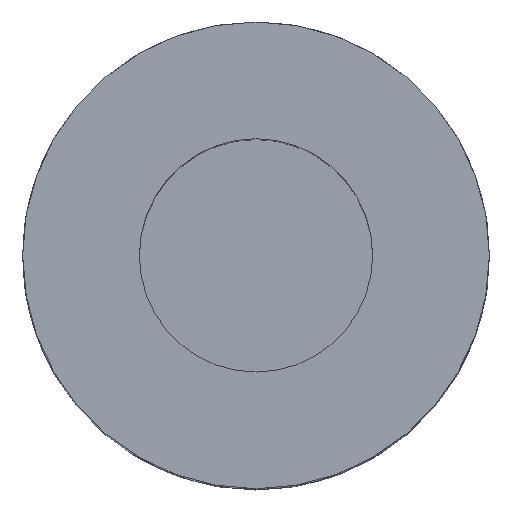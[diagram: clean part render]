
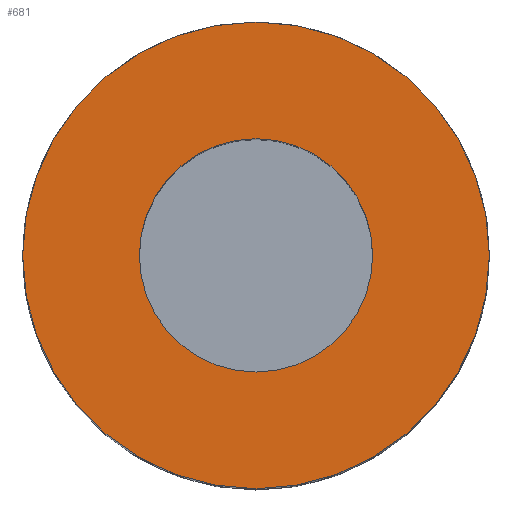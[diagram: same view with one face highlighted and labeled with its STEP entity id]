
A CAD part, top view. The second image highlights one B-rep face of the part: STEP entity #681.
In plain terms, the highlighted planar face has unit normal (0, 0, 1).
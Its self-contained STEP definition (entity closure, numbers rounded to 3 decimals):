
#24 = EDGE_LOOP ( 'NONE', ( #591, #634 ) ) ;
#31 = DIRECTION ( 'NONE',  ( -1., 0., 0. ) ) ;
#37 = EDGE_LOOP ( 'NONE', ( #248, #504 ) ) ;
#65 = DIRECTION ( 'NONE',  ( 1., 0., 0. ) ) ;
#76 = DIRECTION ( 'NONE',  ( 0., 0., 1. ) ) ;
#77 = DIRECTION ( 'NONE',  ( 0., 0., 1. ) ) ;
#80 = DIRECTION ( 'NONE',  ( 0., 0., -1. ) ) ;
#113 = CIRCLE ( 'NONE', #494, 8. ) ;
#178 = EDGE_CURVE ( 'NONE', #577, #636, #584, .T. ) ;
#187 = EDGE_CURVE ( 'NONE', #636, #577, #435, .T. ) ;
#190 = CARTESIAN_POINT ( 'NONE',  ( 0., 0., 50. ) ) ;
#248 = ORIENTED_EDGE ( 'NONE', *, *, #187, .T. ) ;
#249 = DIRECTION ( 'NONE',  ( -1., 0., 0. ) ) ;
#261 = AXIS2_PLACEMENT_3D ( 'NONE', #349, #77, #65 ) ;
#313 = DIRECTION ( 'NONE',  ( 0., 0., -1. ) ) ;
#334 = DIRECTION ( 'NONE',  ( 0., 0., 1. ) ) ;
#349 = CARTESIAN_POINT ( 'NONE',  ( 0., 0., 50. ) ) ;
#356 = PLANE ( 'NONE',  #261 ) ;
#362 = CARTESIAN_POINT ( 'NONE',  ( 0., 0., 50. ) ) ;
#400 = FACE_BOUND ( 'NONE', #24, .T. ) ;
#435 = CIRCLE ( 'NONE', #575, 16. ) ;
#451 = CARTESIAN_POINT ( 'NONE',  ( 0., 0., 50. ) ) ;
#465 = EDGE_CURVE ( 'NONE', #601, #625, #113, .T. ) ;
#484 = CARTESIAN_POINT ( 'NONE',  ( 16., 0., 50. ) ) ;
#494 = AXIS2_PLACEMENT_3D ( 'NONE', #362, #313, #31 ) ;
#501 = AXIS2_PLACEMENT_3D ( 'NONE', #190, #80, #249 ) ;
#504 = ORIENTED_EDGE ( 'NONE', *, *, #178, .T. ) ;
#508 = EDGE_CURVE ( 'NONE', #625, #601, #676, .T. ) ;
#534 = DIRECTION ( 'NONE',  ( 1., 0., 0. ) ) ;
#537 = AXIS2_PLACEMENT_3D ( 'NONE', #593, #334, #548 ) ;
#548 = DIRECTION ( 'NONE',  ( 1., 0., 0. ) ) ;
#575 = AXIS2_PLACEMENT_3D ( 'NONE', #451, #76, #534 ) ;
#577 = VERTEX_POINT ( 'NONE', #484 ) ;
#584 = CIRCLE ( 'NONE', #537, 16. ) ;
#591 = ORIENTED_EDGE ( 'NONE', *, *, #465, .T. ) ;
#592 = FACE_OUTER_BOUND ( 'NONE', #37, .T. ) ;
#593 = CARTESIAN_POINT ( 'NONE',  ( 0., 0., 50. ) ) ;
#599 = CARTESIAN_POINT ( 'NONE',  ( 8., 0., 50. ) ) ;
#601 = VERTEX_POINT ( 'NONE', #649 ) ;
#625 = VERTEX_POINT ( 'NONE', #599 ) ;
#634 = ORIENTED_EDGE ( 'NONE', *, *, #508, .T. ) ;
#636 = VERTEX_POINT ( 'NONE', #657 ) ;
#649 = CARTESIAN_POINT ( 'NONE',  ( -8., 0., 50. ) ) ;
#657 = CARTESIAN_POINT ( 'NONE',  ( -16., 0., 50. ) ) ;
#676 = CIRCLE ( 'NONE', #501, 8. ) ;
#681 = ADVANCED_FACE ( 'NONE', ( #592, #400 ), #356, .T. ) ;
